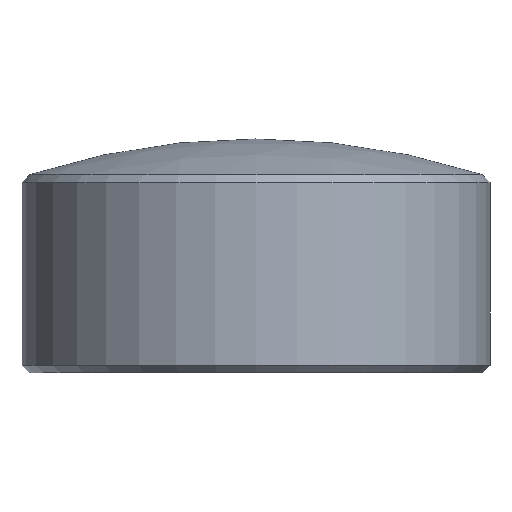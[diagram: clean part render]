
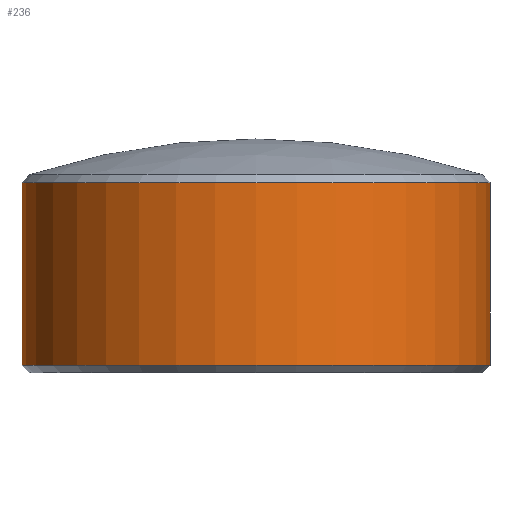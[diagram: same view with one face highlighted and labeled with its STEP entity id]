
A CAD part, left-side view. The second image highlights one B-rep face of the part: STEP entity #236.
In plain terms, the highlighted cylindrical face has radius 1.5 mm (diameter 3 mm), a partial arc.
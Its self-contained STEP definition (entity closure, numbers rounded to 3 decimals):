
#20 = ORIENTED_EDGE ( 'NONE', *, *, #50, .F. ) ;
#24 = AXIS2_PLACEMENT_3D ( 'NONE', #41, #38, #282 ) ;
#37 = VERTEX_POINT ( 'NONE', #111 ) ;
#38 = DIRECTION ( 'NONE',  ( 0., 0., 1. ) ) ;
#41 = CARTESIAN_POINT ( 'NONE',  ( 0.782, 1.543, 2.968 ) ) ;
#50 = EDGE_CURVE ( 'NONE', #152, #37, #224, .T. ) ;
#51 = ORIENTED_EDGE ( 'NONE', *, *, #193, .T. ) ;
#59 = AXIS2_PLACEMENT_3D ( 'NONE', #66, #214, #212 ) ;
#66 = CARTESIAN_POINT ( 'NONE',  ( 0.782, 1.543, 1.797 ) ) ;
#75 = EDGE_CURVE ( 'NONE', #37, #161, #263, .T. ) ;
#80 = DIRECTION ( 'NONE',  ( 0., 0., 1. ) ) ;
#85 = CARTESIAN_POINT ( 'NONE',  ( 0.782, 0.043, 1.797 ) ) ;
#109 = VERTEX_POINT ( 'NONE', #85 ) ;
#111 = CARTESIAN_POINT ( 'NONE',  ( 0.782, 3.043, 2.968 ) ) ;
#116 = AXIS2_PLACEMENT_3D ( 'NONE', #237, #80, #138 ) ;
#117 = VECTOR ( 'NONE', #297, 1000. ) ;
#128 = CARTESIAN_POINT ( 'NONE',  ( 0.782, 0.043, 3.247 ) ) ;
#138 = DIRECTION ( 'NONE',  ( 0., -1., 0. ) ) ;
#149 = CIRCLE ( 'NONE', #59, 1.5 ) ;
#152 = VERTEX_POINT ( 'NONE', #153 ) ;
#153 = CARTESIAN_POINT ( 'NONE',  ( 0.782, 3.043, 1.797 ) ) ;
#161 = VERTEX_POINT ( 'NONE', #177 ) ;
#165 = ORIENTED_EDGE ( 'NONE', *, *, #75, .F. ) ;
#177 = CARTESIAN_POINT ( 'NONE',  ( 0.782, 0.043, 2.968 ) ) ;
#192 = DIRECTION ( 'NONE',  ( 0., 0., 1. ) ) ;
#193 = EDGE_CURVE ( 'NONE', #152, #109, #149, .T. ) ;
#201 = LINE ( 'NONE', #128, #276 ) ;
#204 = EDGE_CURVE ( 'NONE', #109, #161, #201, .T. ) ;
#212 = DIRECTION ( 'NONE',  ( 0., -1., 0. ) ) ;
#214 = DIRECTION ( 'NONE',  ( 0., 0., 1. ) ) ;
#220 = EDGE_LOOP ( 'NONE', ( #20, #51, #292, #165 ) ) ;
#224 = LINE ( 'NONE', #270, #117 ) ;
#228 = FACE_OUTER_BOUND ( 'NONE', #220, .T. ) ;
#236 = ADVANCED_FACE ( 'NONE', ( #228 ), #250, .T. ) ;
#237 = CARTESIAN_POINT ( 'NONE',  ( 0.782, 1.543, 3.247 ) ) ;
#250 = CYLINDRICAL_SURFACE ( 'NONE', #116, 1.5 ) ;
#263 = CIRCLE ( 'NONE', #24, 1.5 ) ;
#270 = CARTESIAN_POINT ( 'NONE',  ( 0.782, 3.043, 3.247 ) ) ;
#276 = VECTOR ( 'NONE', #192, 1000. ) ;
#282 = DIRECTION ( 'NONE',  ( 0., -1., 0. ) ) ;
#292 = ORIENTED_EDGE ( 'NONE', *, *, #204, .T. ) ;
#297 = DIRECTION ( 'NONE',  ( 0., 0., 1. ) ) ;
